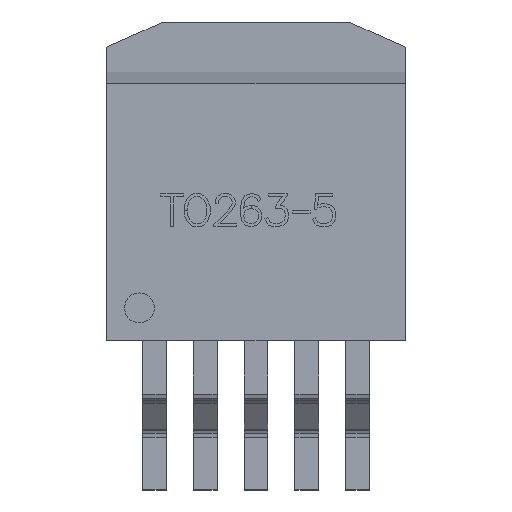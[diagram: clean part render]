
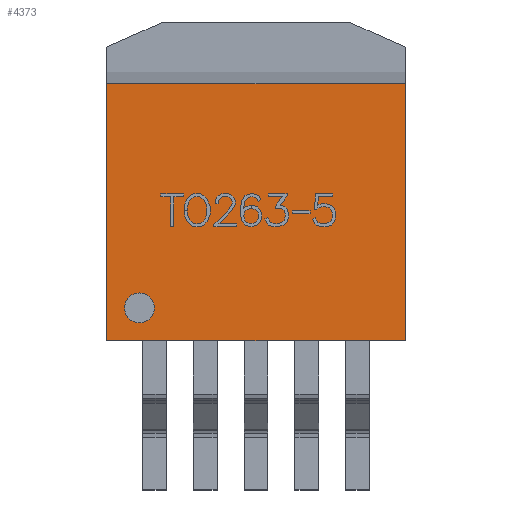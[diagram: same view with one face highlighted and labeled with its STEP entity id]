
A CAD part, top view. The second image highlights one B-rep face of the part: STEP entity #4373.
In plain terms, the highlighted face is planar.
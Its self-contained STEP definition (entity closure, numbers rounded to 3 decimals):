
#81 = EDGE_CURVE ( 'NONE', #1649, #1700, #3969, .T. ) ;
#676 = LINE ( 'NONE', #7390, #5919 ) ;
#1361 = CARTESIAN_POINT ( 'NONE',  ( 1.575, 4.11, 10. ) ) ;
#1649 = VERTEX_POINT ( 'NONE', #1361 ) ;
#1700 = VERTEX_POINT ( 'NONE', #4809 ) ;
#2272 = VERTEX_POINT ( 'NONE', #7553 ) ;
#2433 = DIRECTION ( 'NONE',  ( 0., 1., 0. ) ) ;
#2524 = CARTESIAN_POINT ( 'NONE',  ( 1.575, -4.5, 0. ) ) ;
#2800 = ORIENTED_EDGE ( 'NONE', *, *, #81, .F. ) ;
#2959 = DIRECTION ( 'NONE',  ( 0., 0., -1. ) ) ;
#3258 = EDGE_CURVE ( 'NONE', #2272, #1649, #676, .T. ) ;
#3669 = FACE_OUTER_BOUND ( 'NONE', #4411, .T. ) ;
#3969 = LINE ( 'NONE', #8132, #5807 ) ;
#4373 = ADVANCED_FACE ( 'NONE', ( #3669 ), #8825, .T. ) ;
#4390 = DIRECTION ( 'NONE',  ( 0., 0., 1. ) ) ;
#4411 = EDGE_LOOP ( 'NONE', ( #6481, #4477, #2800, #6573 ) ) ;
#4477 = ORIENTED_EDGE ( 'NONE', *, *, #7338, .T. ) ;
#4600 = CARTESIAN_POINT ( 'NONE',  ( 1.575, 4.11, 0. ) ) ;
#4758 = AXIS2_PLACEMENT_3D ( 'NONE', #4600, #6210, #2959 ) ;
#4809 = CARTESIAN_POINT ( 'NONE',  ( 1.575, 4.11, 0. ) ) ;
#5069 = LINE ( 'NONE', #2524, #8308 ) ;
#5120 = VECTOR ( 'NONE', #2433, 1000. ) ;
#5807 = VECTOR ( 'NONE', #7349, 1000. ) ;
#5919 = VECTOR ( 'NONE', #8561, 1000. ) ;
#6210 = DIRECTION ( 'NONE',  ( 1., 0., 0. ) ) ;
#6481 = ORIENTED_EDGE ( 'NONE', *, *, #6614, .F. ) ;
#6571 = LINE ( 'NONE', #9954, #5120 ) ;
#6573 = ORIENTED_EDGE ( 'NONE', *, *, #3258, .F. ) ;
#6614 = EDGE_CURVE ( 'NONE', #8474, #2272, #5069, .T. ) ;
#7338 = EDGE_CURVE ( 'NONE', #8474, #1700, #6571, .T. ) ;
#7349 = DIRECTION ( 'NONE',  ( 0., 0., -1. ) ) ;
#7390 = CARTESIAN_POINT ( 'NONE',  ( 1.575, -4.5, 10. ) ) ;
#7553 = CARTESIAN_POINT ( 'NONE',  ( 1.575, -4.5, 10. ) ) ;
#8132 = CARTESIAN_POINT ( 'NONE',  ( 1.575, 4.11, 0. ) ) ;
#8308 = VECTOR ( 'NONE', #4390, 1000. ) ;
#8474 = VERTEX_POINT ( 'NONE', #10316 ) ;
#8561 = DIRECTION ( 'NONE',  ( 0., 1., 0. ) ) ;
#8825 = PLANE ( 'NONE',  #4758 ) ;
#9954 = CARTESIAN_POINT ( 'NONE',  ( 1.575, -4.5, 0. ) ) ;
#10316 = CARTESIAN_POINT ( 'NONE',  ( 1.575, -4.5, 0. ) ) ;
